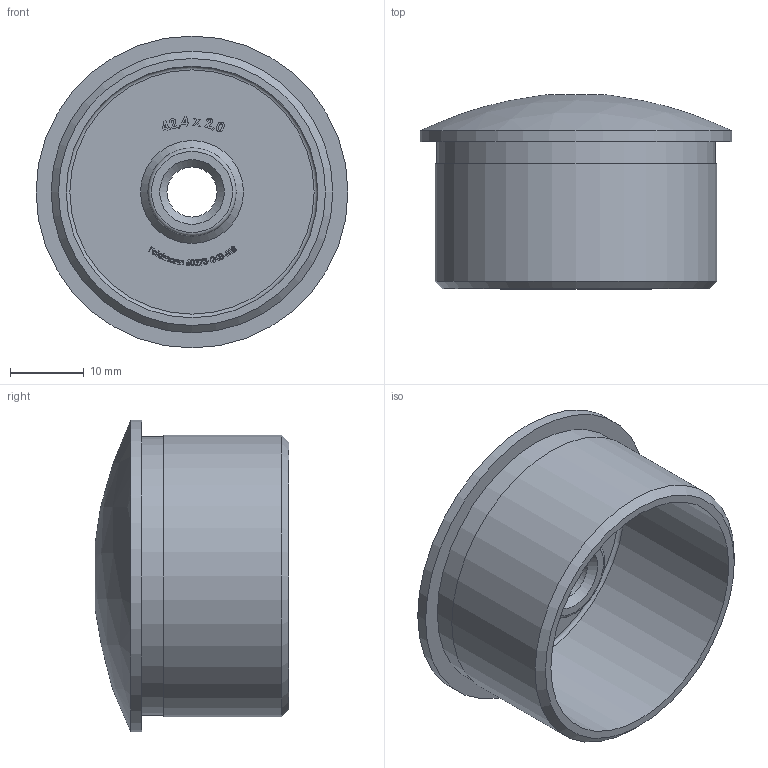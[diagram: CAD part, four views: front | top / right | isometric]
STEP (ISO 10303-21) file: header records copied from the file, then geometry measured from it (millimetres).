
FILE_DESCRIPTION (( 'STEP AP203' ), '1' );
FILE_NAME ('60273-240-M8.step', '2020-03-06T09:47:33', ( '' ), ( '' ), 'SwSTEP 2.0', 'SolidWorks 2015', '' );
FILE_SCHEMA (( 'CONFIG_CONTROL_DESIGN' ));
Length unit declared in the file: millimetre
Products named in the file (2): 60273-240-M8
Bounding box: 42.4 x 26.35 x 42.4 mm (x, y, z)
Volume: 10228.6 mm3; surface area: 8146.1 mm2
Topology: 1 solids, 1 shells, 373 faces, 978 edges, 651 vertices
Faces by surface type: plane 224, bspline 136, cylinder 6, cone 4, torus 2, sphere 1
Full cylindrical faces by diameter (mm): 6.8 x1, 12 x1, 34.2 x1, 37.9 x1, 38.3 x1, 42.4 x1
Entity records: 18550 total; most frequent: CARTESIAN_POINT 10170, ORIENTED_EDGE 1926, DIRECTION 1187, EDGE_CURVE 963, LINE 673, VECTOR 673, VERTEX_POINT 648, EDGE_LOOP 431
